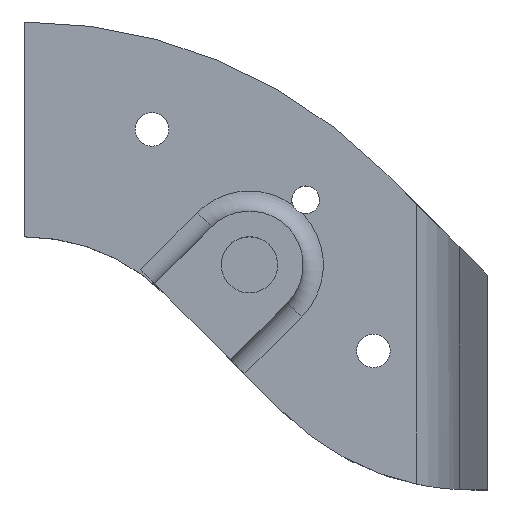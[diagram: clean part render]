
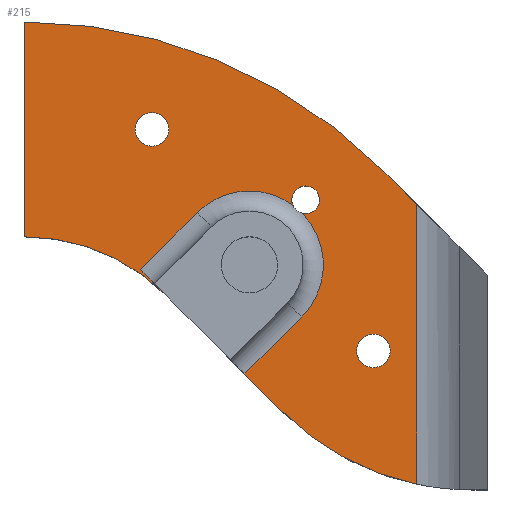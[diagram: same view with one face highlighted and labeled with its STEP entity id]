
A CAD part, top view. The second image highlights one B-rep face of the part: STEP entity #215.
In plain terms, the highlighted planar face has unit normal (0, 0, 1).
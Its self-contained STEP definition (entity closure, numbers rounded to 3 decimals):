
#52=CARTESIAN_POINT('Axis2P3D Location',(0.,0.,0.)) ;
#57=CARTESIAN_POINT('Axis2P3D Location',(10.392,6.,0.)) ;
#61=CARTESIAN_POINT('Vertex',(8.475,5.227,0.)) ;
#63=CARTESIAN_POINT('Vertex',(8.578,6.991,0.)) ;
#66=CARTESIAN_POINT('Axis2P3D Location',(10.392,6.,0.)) ;
#70=CARTESIAN_POINT('Vertex',(12.206,5.009,0.)) ;
#73=CARTESIAN_POINT('Axis2P3D Location',(10.392,6.,0.)) ;
#77=CARTESIAN_POINT('Vertex',(9.908,3.991,0.)) ;
#80=CARTESIAN_POINT('Axis2P3D Location',(2.03,-3.687,0.)) ;
#84=CARTESIAN_POINT('Vertex',(9.808,-11.465,0.)) ;
#87=CARTESIAN_POINT('Line Origine',(5.566,-15.708,0.)) ;
#91=CARTESIAN_POINT('Vertex',(1.323,-19.95,0.)) ;
#94=CARTESIAN_POINT('Line Origine',(4.098,-22.725,0.)) ;
#98=CARTESIAN_POINT('Vertex',(6.873,-25.5,0.)) ;
#101=CARTESIAN_POINT('Axis2P3D Location',(35.157,2.784,0.)) ;
#105=CARTESIAN_POINT('Vertex',(26.944,-36.363,0.)) ;
#108=CARTESIAN_POINT('Line Origine',(26.944,-15.511,0.)) ;
#112=CARTESIAN_POINT('Vertex',(26.944,5.341,0.)) ;
#115=CARTESIAN_POINT('Line Origine',(24.425,7.86,0.)) ;
#119=CARTESIAN_POINT('Vertex',(21.906,10.379,0.)) ;
#122=CARTESIAN_POINT('Axis2P3D Location',(-31.5,-43.027,0.)) ;
#126=CARTESIAN_POINT('Vertex',(-31.5,32.5,0.)) ;
#129=CARTESIAN_POINT('Line Origine',(-31.5,16.5,0.)) ;
#133=CARTESIAN_POINT('Vertex',(-31.5,0.5,0.)) ;
#136=CARTESIAN_POINT('Axis2P3D Location',(-31.5,-29.37,0.)) ;
#140=CARTESIAN_POINT('Vertex',(-10.379,-8.249,0.)) ;
#143=CARTESIAN_POINT('Line Origine',(-12.306,-6.321,0.)) ;
#147=CARTESIAN_POINT('Vertex',(-14.233,-4.394,0.)) ;
#150=CARTESIAN_POINT('Line Origine',(-9.991,-0.151,0.)) ;
#154=CARTESIAN_POINT('Vertex',(-5.748,4.091,0.)) ;
#157=CARTESIAN_POINT('Axis2P3D Location',(2.03,-3.687,0.)) ;
#179=CARTESIAN_POINT('Axis2P3D Location',(20.5,-16.5,0.)) ;
#183=CARTESIAN_POINT('Vertex',(23.,-16.5,0.)) ;
#185=CARTESIAN_POINT('Vertex',(18.,-16.5,0.)) ;
#188=CARTESIAN_POINT('Axis2P3D Location',(20.5,-16.5,0.)) ;
#197=CARTESIAN_POINT('Axis2P3D Location',(-12.5,16.5,0.)) ;
#201=CARTESIAN_POINT('Vertex',(-10.,16.5,0.)) ;
#203=CARTESIAN_POINT('Vertex',(-15.,16.5,0.)) ;
#206=CARTESIAN_POINT('Axis2P3D Location',(-12.5,16.5,0.)) ;
#53=DIRECTION('Axis2P3D Direction',(0.,0.,-1.)) ;
#54=DIRECTION('Axis2P3D XDirection',(1.,0.,0.)) ;
#58=DIRECTION('Axis2P3D Direction',(0.,0.,-1.)) ;
#67=DIRECTION('Axis2P3D Direction',(0.,0.,-1.)) ;
#74=DIRECTION('Axis2P3D Direction',(0.,0.,-1.)) ;
#81=DIRECTION('Axis2P3D Direction',(0.,0.,-1.)) ;
#88=DIRECTION('Vector Direction',(-0.707,-0.707,0.)) ;
#95=DIRECTION('Vector Direction',(-0.707,0.707,0.)) ;
#102=DIRECTION('Axis2P3D Direction',(0.,0.,-1.)) ;
#109=DIRECTION('Vector Direction',(0.,1.,0.)) ;
#116=DIRECTION('Vector Direction',(0.707,-0.707,0.)) ;
#123=DIRECTION('Axis2P3D Direction',(0.,0.,-1.)) ;
#130=DIRECTION('Vector Direction',(0.,1.,0.)) ;
#137=DIRECTION('Axis2P3D Direction',(0.,0.,-1.)) ;
#144=DIRECTION('Vector Direction',(0.707,-0.707,0.)) ;
#151=DIRECTION('Vector Direction',(-0.707,-0.707,0.)) ;
#158=DIRECTION('Axis2P3D Direction',(0.,0.,-1.)) ;
#180=DIRECTION('Axis2P3D Direction',(0.,0.,-1.)) ;
#189=DIRECTION('Axis2P3D Direction',(0.,0.,-1.)) ;
#198=DIRECTION('Axis2P3D Direction',(0.,0.,-1.)) ;
#207=DIRECTION('Axis2P3D Direction',(0.,0.,-1.)) ;
#55=AXIS2_PLACEMENT_3D('Plane Axis2P3D',#52,#53,#54) ;
#59=AXIS2_PLACEMENT_3D('Circle Axis2P3D',#57,#58,$) ;
#68=AXIS2_PLACEMENT_3D('Circle Axis2P3D',#66,#67,$) ;
#75=AXIS2_PLACEMENT_3D('Circle Axis2P3D',#73,#74,$) ;
#82=AXIS2_PLACEMENT_3D('Circle Axis2P3D',#80,#81,$) ;
#103=AXIS2_PLACEMENT_3D('Circle Axis2P3D',#101,#102,$) ;
#124=AXIS2_PLACEMENT_3D('Circle Axis2P3D',#122,#123,$) ;
#138=AXIS2_PLACEMENT_3D('Circle Axis2P3D',#136,#137,$) ;
#159=AXIS2_PLACEMENT_3D('Circle Axis2P3D',#157,#158,$) ;
#181=AXIS2_PLACEMENT_3D('Circle Axis2P3D',#179,#180,$) ;
#190=AXIS2_PLACEMENT_3D('Circle Axis2P3D',#188,#189,$) ;
#199=AXIS2_PLACEMENT_3D('Circle Axis2P3D',#197,#198,$) ;
#208=AXIS2_PLACEMENT_3D('Circle Axis2P3D',#206,#207,$) ;
#163=ORIENTED_EDGE('',*,*,#65,.T.) ;
#164=ORIENTED_EDGE('',*,*,#72,.T.) ;
#165=ORIENTED_EDGE('',*,*,#79,.T.) ;
#166=ORIENTED_EDGE('',*,*,#86,.F.) ;
#167=ORIENTED_EDGE('',*,*,#93,.F.) ;
#168=ORIENTED_EDGE('',*,*,#100,.F.) ;
#169=ORIENTED_EDGE('',*,*,#107,.T.) ;
#170=ORIENTED_EDGE('',*,*,#114,.F.) ;
#171=ORIENTED_EDGE('',*,*,#121,.F.) ;
#172=ORIENTED_EDGE('',*,*,#128,.F.) ;
#173=ORIENTED_EDGE('',*,*,#135,.F.) ;
#174=ORIENTED_EDGE('',*,*,#142,.F.) ;
#175=ORIENTED_EDGE('',*,*,#149,.F.) ;
#176=ORIENTED_EDGE('',*,*,#156,.F.) ;
#177=ORIENTED_EDGE('',*,*,#161,.F.) ;
#194=ORIENTED_EDGE('',*,*,#187,.T.) ;
#195=ORIENTED_EDGE('',*,*,#192,.T.) ;
#212=ORIENTED_EDGE('',*,*,#205,.T.) ;
#213=ORIENTED_EDGE('',*,*,#210,.T.) ;
#196=FACE_BOUND('',#193,.T.) ;
#214=FACE_BOUND('',#211,.T.) ;
#89=VECTOR('Line Direction',#88,1.) ;
#96=VECTOR('Line Direction',#95,1.) ;
#110=VECTOR('Line Direction',#109,1.) ;
#117=VECTOR('Line Direction',#116,1.) ;
#131=VECTOR('Line Direction',#130,1.) ;
#145=VECTOR('Line Direction',#144,1.) ;
#152=VECTOR('Line Direction',#151,1.) ;
#215=ADVANCED_FACE('Corps principal',(#178,#196,#214),#56,.F.) ;
#60=CIRCLE('generated circle',#59,2.067) ;
#69=CIRCLE('generated circle',#68,2.067) ;
#76=CIRCLE('generated circle',#75,2.067) ;
#83=CIRCLE('generated circle',#82,11.) ;
#104=CIRCLE('generated circle',#103,40.) ;
#125=CIRCLE('generated circle',#124,75.527) ;
#139=CIRCLE('generated circle',#138,29.87) ;
#160=CIRCLE('generated circle',#159,11.) ;
#182=CIRCLE('generated circle',#181,2.5) ;
#191=CIRCLE('generated circle',#190,2.5) ;
#200=CIRCLE('generated circle',#199,2.5) ;
#209=CIRCLE('generated circle',#208,2.5) ;
#65=EDGE_CURVE('',#62,#64,#60,.T.) ;
#72=EDGE_CURVE('',#64,#71,#69,.T.) ;
#79=EDGE_CURVE('',#71,#78,#76,.T.) ;
#86=EDGE_CURVE('',#85,#78,#83,.F.) ;
#93=EDGE_CURVE('',#92,#85,#90,.F.) ;
#100=EDGE_CURVE('',#99,#92,#97,.T.) ;
#107=EDGE_CURVE('',#99,#106,#104,.F.) ;
#114=EDGE_CURVE('',#113,#106,#111,.F.) ;
#121=EDGE_CURVE('',#120,#113,#118,.T.) ;
#128=EDGE_CURVE('',#127,#120,#125,.T.) ;
#135=EDGE_CURVE('',#134,#127,#132,.T.) ;
#142=EDGE_CURVE('',#141,#134,#139,.F.) ;
#149=EDGE_CURVE('',#148,#141,#146,.T.) ;
#156=EDGE_CURVE('',#155,#148,#153,.T.) ;
#161=EDGE_CURVE('',#62,#155,#160,.F.) ;
#187=EDGE_CURVE('',#184,#186,#182,.T.) ;
#192=EDGE_CURVE('',#186,#184,#191,.T.) ;
#205=EDGE_CURVE('',#202,#204,#200,.T.) ;
#210=EDGE_CURVE('',#204,#202,#209,.T.) ;
#162=EDGE_LOOP('',(#163,#164,#165,#166,#167,#168,#169,#170,#171,#172,#173,#174,#175,#176,#177)) ;
#193=EDGE_LOOP('',(#194,#195)) ;
#211=EDGE_LOOP('',(#212,#213)) ;
#178=FACE_OUTER_BOUND('',#162,.T.) ;
#90=LINE('Line',#87,#89) ;
#97=LINE('Line',#94,#96) ;
#111=LINE('Line',#108,#110) ;
#118=LINE('Line',#115,#117) ;
#132=LINE('Line',#129,#131) ;
#146=LINE('Line',#143,#145) ;
#153=LINE('Line',#150,#152) ;
#56=PLANE('Plane',#55) ;
#62=VERTEX_POINT('',#61) ;
#64=VERTEX_POINT('',#63) ;
#71=VERTEX_POINT('',#70) ;
#78=VERTEX_POINT('',#77) ;
#85=VERTEX_POINT('',#84) ;
#92=VERTEX_POINT('',#91) ;
#99=VERTEX_POINT('',#98) ;
#106=VERTEX_POINT('',#105) ;
#113=VERTEX_POINT('',#112) ;
#120=VERTEX_POINT('',#119) ;
#127=VERTEX_POINT('',#126) ;
#134=VERTEX_POINT('',#133) ;
#141=VERTEX_POINT('',#140) ;
#148=VERTEX_POINT('',#147) ;
#155=VERTEX_POINT('',#154) ;
#184=VERTEX_POINT('',#183) ;
#186=VERTEX_POINT('',#185) ;
#202=VERTEX_POINT('',#201) ;
#204=VERTEX_POINT('',#203) ;
